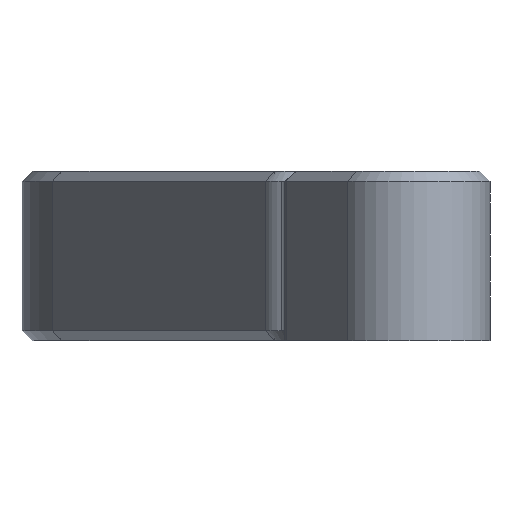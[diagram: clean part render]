
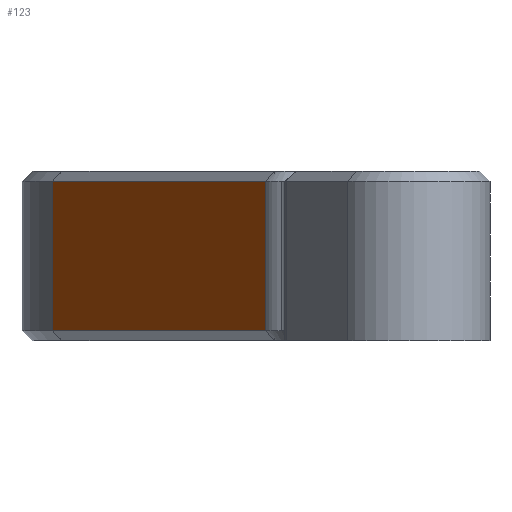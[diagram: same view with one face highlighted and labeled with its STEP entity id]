
A CAD part, left-side view. The second image highlights one B-rep face of the part: STEP entity #123.
In plain terms, the highlighted planar face has unit normal (-0.514, 0.858, 0).
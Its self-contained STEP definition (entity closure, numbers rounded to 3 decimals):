
#123=ADVANCED_FACE('',(#458),#460,.T.);
#458=FACE_BOUND('',#459,.T.);
#459=EDGE_LOOP('',(#1361,#1362,#1363,#1364));
#460=PLANE('',#461);
#461=AXIS2_PLACEMENT_3D('',#462,#463,#464);
#462=CARTESIAN_POINT('',(44.307,-3.416,-10.));
#463=DIRECTION('',(-0.514,0.857,0.));
#464=DIRECTION('',(-0.857,-0.514,0.));
#1361=ORIENTED_EDGE('',*,*,#1690,.T.);
#1362=ORIENTED_EDGE('',*,*,#1658,.T.);
#1363=ORIENTED_EDGE('',*,*,#1688,.F.);
#1364=ORIENTED_EDGE('',*,*,#1705,.F.);
#1658=EDGE_CURVE('',#1893,#1871,#1903,.T.);
#1688=EDGE_CURVE('',#1952,#1871,#1953,.T.);
#1690=EDGE_CURVE('',#1955,#1893,#1956,.T.);
#1705=EDGE_CURVE('',#1955,#1952,#1982,.T.);
#1871=VERTEX_POINT('',#2313);
#1893=VERTEX_POINT('',#2593);
#1903=LINE('',#2618,#2619);
#1952=VERTEX_POINT('',#2741);
#1953=LINE('',#2742,#2743);
#1955=VERTEX_POINT('',#2748);
#1956=LINE('',#2749,#2750);
#1982=LINE('',#2809,#2810);
#2313=CARTESIAN_POINT('',(2.428,-28.543,8.8));
#2593=CARTESIAN_POINT('',(2.428,-28.543,-8.8));
#2618=CARTESIAN_POINT('',(2.428,-28.543,-8.8));
#2619=VECTOR('',#2620,1.);
#2620=DIRECTION('',(0.,0.,1.));
#2741=CARTESIAN_POINT('',(44.307,-3.416,8.8));
#2742=CARTESIAN_POINT('',(44.307,-3.416,8.8));
#2743=VECTOR('',#2744,1.);
#2744=DIRECTION('',(-0.857,-0.514,0.));
#2748=CARTESIAN_POINT('',(44.307,-3.416,-8.8));
#2749=CARTESIAN_POINT('',(44.307,-3.416,-8.8));
#2750=VECTOR('',#2751,1.);
#2751=DIRECTION('',(-0.857,-0.514,0.));
#2809=CARTESIAN_POINT('',(44.307,-3.416,-8.8));
#2810=VECTOR('',#2811,1.);
#2811=DIRECTION('',(0.,0.,1.));
